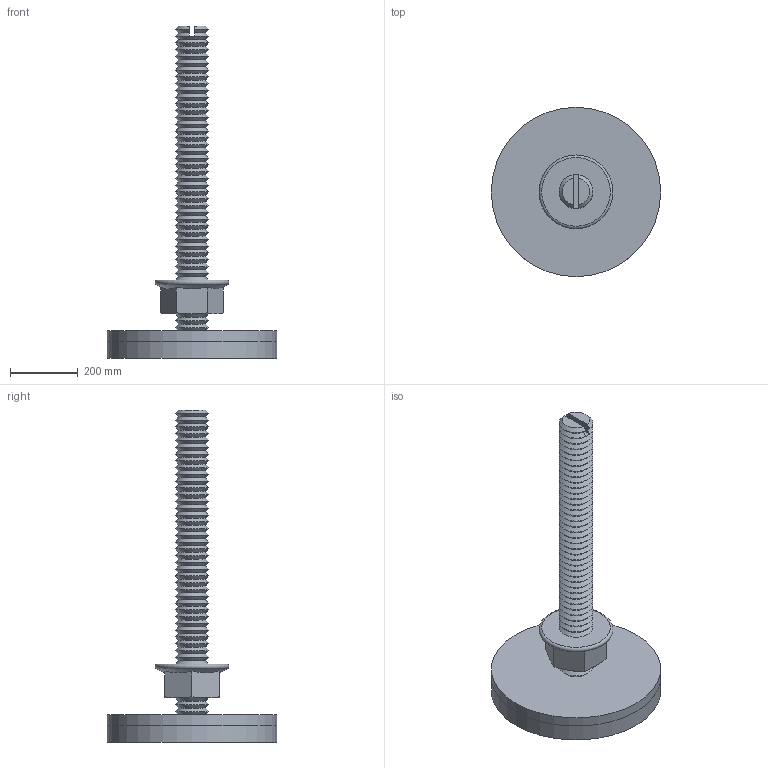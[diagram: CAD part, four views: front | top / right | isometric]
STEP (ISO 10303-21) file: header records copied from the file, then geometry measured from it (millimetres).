
FILE_DESCRIPTION(/* description */ (''),/* implementation_level */ '2;1');
FILE_NAME(/* name */ '60416.000X_3D.stp',/* time_stamp */ '2024-12-11T08:39:06+01:00',/* author */ ('CAD'),/* organization */ (''),/* preprocessor_version */ 'ST-DEVELOPER v20',/* originating_system */ 'AutoCAD Mechanical',/* authorisation */ '');
FILE_SCHEMA (('AUTOMOTIVE_DESIGN { 1 0 10303 214 3 1 1 }'));
Length unit declared in the file: centimetre
Products named in the file (2): Product; *S0
Assembly tree (1 placements, depth 2):
  Product
    *S0
Bounding box: 500 x 500 x 980 mm (x, y, z)
Volume: 23236952 mm3; surface area: 1432399.5 mm2
Topology: 4 solids, 4 shells, 137 faces, 291 edges, 163 vertices
Faces by surface type: cone 112, plane 18, cylinder 6, torus 1
Full cylindrical faces by diameter (mm): 83.76 x4, 500 x2
Entity records: 3655 total; most frequent: DIRECTION 673, CARTESIAN_POINT 666, ORIENTED_EDGE 580, EDGE_CURVE 290, AXIS2_PLACEMENT_3D 278, VERTEX_POINT 161, EDGE_LOOP 139, CIRCLE 138
